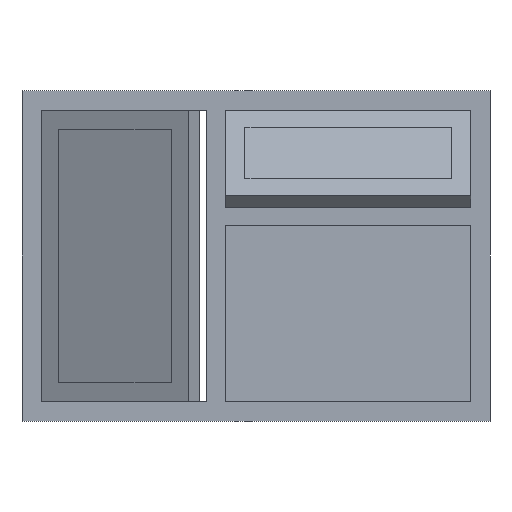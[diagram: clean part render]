
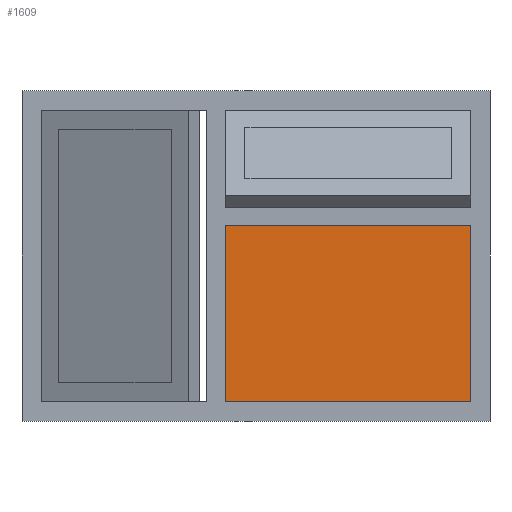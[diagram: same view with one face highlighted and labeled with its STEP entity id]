
A CAD part, front view. The second image highlights one B-rep face of the part: STEP entity #1609.
In plain terms, the highlighted planar face has unit normal (0, -1, 0).
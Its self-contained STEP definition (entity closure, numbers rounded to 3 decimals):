
#1300 = VERTEX_POINT('',#1301);
#1301 = CARTESIAN_POINT('',(740.,0.,70.));
#1310 = PLANE('',#1311);
#1311 = AXIS2_PLACEMENT_3D('',#1312,#1313,#1314);
#1312 = CARTESIAN_POINT('',(740.,0.,70.));
#1313 = DIRECTION('',(0.,0.,-1.));
#1314 = DIRECTION('',(1.,0.,0.));
#1322 = PLANE('',#1323);
#1323 = AXIS2_PLACEMENT_3D('',#1324,#1325,#1326);
#1324 = CARTESIAN_POINT('',(740.,0.,710.));
#1325 = DIRECTION('',(-1.,0.,-0.));
#1326 = DIRECTION('',(0.,0.,-1.));
#1363 = VERTEX_POINT('',#1364);
#1364 = CARTESIAN_POINT('',(1630.,0.,70.));
#1378 = PLANE('',#1379);
#1379 = AXIS2_PLACEMENT_3D('',#1380,#1381,#1382);
#1380 = CARTESIAN_POINT('',(1630.,0.,70.));
#1381 = DIRECTION('',(1.,0.,0.));
#1382 = DIRECTION('',(0.,0.,1.));
#1390 = EDGE_CURVE('',#1300,#1363,#1391,.T.);
#1391 = SURFACE_CURVE('',#1392,(#1396,#1403),.PCURVE_S1.);
#1392 = LINE('',#1393,#1394);
#1393 = CARTESIAN_POINT('',(740.,0.,70.));
#1394 = VECTOR('',#1395,1.);
#1395 = DIRECTION('',(1.,0.,0.));
#1396 = PCURVE('',#1310,#1397);
#1397 = DEFINITIONAL_REPRESENTATION('',(#1398),#1402);
#1398 = LINE('',#1399,#1400);
#1399 = CARTESIAN_POINT('',(0.,0.));
#1400 = VECTOR('',#1401,1.);
#1401 = DIRECTION('',(1.,0.));
#1402 = ( GEOMETRIC_REPRESENTATION_CONTEXT(2) 
PARAMETRIC_REPRESENTATION_CONTEXT() REPRESENTATION_CONTEXT('2D SPACE',''
  ) );
#1403 = PCURVE('',#1404,#1409);
#1404 = PLANE('',#1405);
#1405 = AXIS2_PLACEMENT_3D('',#1406,#1407,#1408);
#1406 = CARTESIAN_POINT('',(1185.,0.,390.));
#1407 = DIRECTION('',(-0.,-1.,0.));
#1408 = DIRECTION('',(0.,0.,-1.));
#1409 = DEFINITIONAL_REPRESENTATION('',(#1410),#1414);
#1410 = LINE('',#1411,#1412);
#1411 = CARTESIAN_POINT('',(320.,-445.));
#1412 = VECTOR('',#1413,1.);
#1413 = DIRECTION('',(0.,1.));
#1414 = ( GEOMETRIC_REPRESENTATION_CONTEXT(2) 
PARAMETRIC_REPRESENTATION_CONTEXT() REPRESENTATION_CONTEXT('2D SPACE',''
  ) );
#1444 = VERTEX_POINT('',#1445);
#1445 = CARTESIAN_POINT('',(1630.,0.,710.));
#1459 = PLANE('',#1460);
#1460 = AXIS2_PLACEMENT_3D('',#1461,#1462,#1463);
#1461 = CARTESIAN_POINT('',(1630.,0.,710.));
#1462 = DIRECTION('',(0.,-0.,1.));
#1463 = DIRECTION('',(-1.,0.,0.));
#1471 = EDGE_CURVE('',#1363,#1444,#1472,.T.);
#1472 = SURFACE_CURVE('',#1473,(#1477,#1484),.PCURVE_S1.);
#1473 = LINE('',#1474,#1475);
#1474 = CARTESIAN_POINT('',(1630.,0.,70.));
#1475 = VECTOR('',#1476,1.);
#1476 = DIRECTION('',(0.,0.,1.));
#1477 = PCURVE('',#1378,#1478);
#1478 = DEFINITIONAL_REPRESENTATION('',(#1479),#1483);
#1479 = LINE('',#1480,#1481);
#1480 = CARTESIAN_POINT('',(0.,0.));
#1481 = VECTOR('',#1482,1.);
#1482 = DIRECTION('',(1.,0.));
#1483 = ( GEOMETRIC_REPRESENTATION_CONTEXT(2) 
PARAMETRIC_REPRESENTATION_CONTEXT() REPRESENTATION_CONTEXT('2D SPACE',''
  ) );
#1484 = PCURVE('',#1404,#1485);
#1485 = DEFINITIONAL_REPRESENTATION('',(#1486),#1490);
#1486 = LINE('',#1487,#1488);
#1487 = CARTESIAN_POINT('',(320.,445.));
#1488 = VECTOR('',#1489,1.);
#1489 = DIRECTION('',(-1.,0.));
#1490 = ( GEOMETRIC_REPRESENTATION_CONTEXT(2) 
PARAMETRIC_REPRESENTATION_CONTEXT() REPRESENTATION_CONTEXT('2D SPACE',''
  ) );
#1520 = VERTEX_POINT('',#1521);
#1521 = CARTESIAN_POINT('',(740.,0.,710.));
#1542 = EDGE_CURVE('',#1444,#1520,#1543,.T.);
#1543 = SURFACE_CURVE('',#1544,(#1548,#1555),.PCURVE_S1.);
#1544 = LINE('',#1545,#1546);
#1545 = CARTESIAN_POINT('',(1630.,0.,710.));
#1546 = VECTOR('',#1547,1.);
#1547 = DIRECTION('',(-1.,0.,0.));
#1548 = PCURVE('',#1459,#1549);
#1549 = DEFINITIONAL_REPRESENTATION('',(#1550),#1554);
#1550 = LINE('',#1551,#1552);
#1551 = CARTESIAN_POINT('',(0.,0.));
#1552 = VECTOR('',#1553,1.);
#1553 = DIRECTION('',(1.,0.));
#1554 = ( GEOMETRIC_REPRESENTATION_CONTEXT(2) 
PARAMETRIC_REPRESENTATION_CONTEXT() REPRESENTATION_CONTEXT('2D SPACE',''
  ) );
#1555 = PCURVE('',#1404,#1556);
#1556 = DEFINITIONAL_REPRESENTATION('',(#1557),#1561);
#1557 = LINE('',#1558,#1559);
#1558 = CARTESIAN_POINT('',(-320.,445.));
#1559 = VECTOR('',#1560,1.);
#1560 = DIRECTION('',(-0.,-1.));
#1561 = ( GEOMETRIC_REPRESENTATION_CONTEXT(2) 
PARAMETRIC_REPRESENTATION_CONTEXT() REPRESENTATION_CONTEXT('2D SPACE',''
  ) );
#1589 = EDGE_CURVE('',#1520,#1300,#1590,.T.);
#1590 = SURFACE_CURVE('',#1591,(#1595,#1602),.PCURVE_S1.);
#1591 = LINE('',#1592,#1593);
#1592 = CARTESIAN_POINT('',(740.,0.,710.));
#1593 = VECTOR('',#1594,1.);
#1594 = DIRECTION('',(0.,-0.,-1.));
#1595 = PCURVE('',#1322,#1596);
#1596 = DEFINITIONAL_REPRESENTATION('',(#1597),#1601);
#1597 = LINE('',#1598,#1599);
#1598 = CARTESIAN_POINT('',(0.,0.));
#1599 = VECTOR('',#1600,1.);
#1600 = DIRECTION('',(1.,0.));
#1601 = ( GEOMETRIC_REPRESENTATION_CONTEXT(2) 
PARAMETRIC_REPRESENTATION_CONTEXT() REPRESENTATION_CONTEXT('2D SPACE',''
  ) );
#1602 = PCURVE('',#1404,#1603);
#1603 = DEFINITIONAL_REPRESENTATION('',(#1604),#1608);
#1604 = LINE('',#1605,#1606);
#1605 = CARTESIAN_POINT('',(-320.,-445.));
#1606 = VECTOR('',#1607,1.);
#1607 = DIRECTION('',(1.,0.));
#1608 = ( GEOMETRIC_REPRESENTATION_CONTEXT(2) 
PARAMETRIC_REPRESENTATION_CONTEXT() REPRESENTATION_CONTEXT('2D SPACE',''
  ) );
#1609 = ADVANCED_FACE('',(#1610),#1404,.T.);
#1610 = FACE_BOUND('',#1611,.T.);
#1611 = EDGE_LOOP('',(#1612,#1613,#1614,#1615));
#1612 = ORIENTED_EDGE('',*,*,#1390,.T.);
#1613 = ORIENTED_EDGE('',*,*,#1471,.T.);
#1614 = ORIENTED_EDGE('',*,*,#1542,.T.);
#1615 = ORIENTED_EDGE('',*,*,#1589,.T.);
